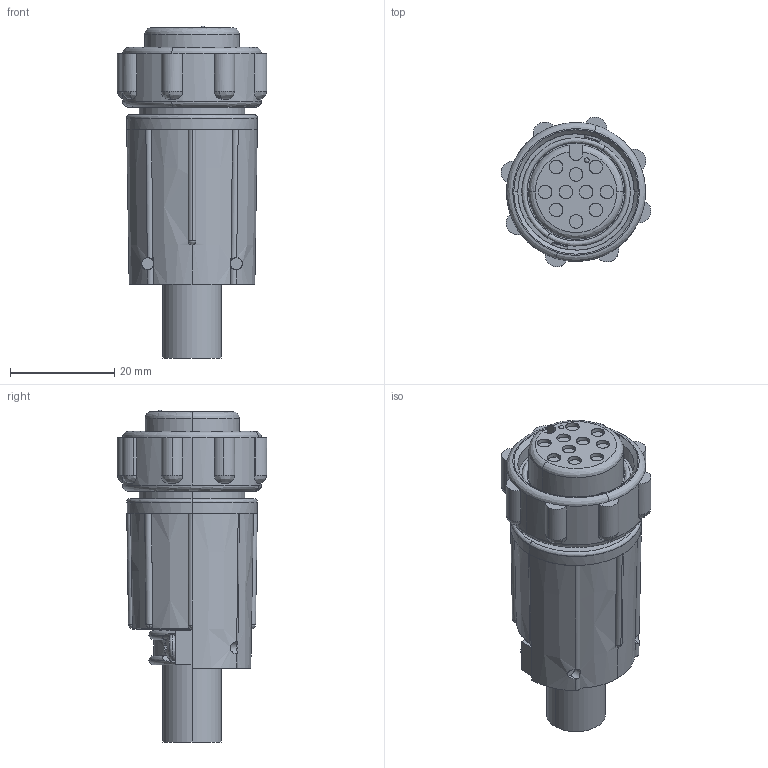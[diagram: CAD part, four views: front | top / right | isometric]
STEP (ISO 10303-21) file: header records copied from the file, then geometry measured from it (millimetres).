
FILE_DESCRIPTION (( 'STEP AP203' ), '1' );
FILE_NAME ('13380-10SG-321.STEP', '2015-11-18T21:32:14', ( '' ), ( '' ), 'SwSTEP 2.0', 'SolidWorks 2014', '' );
FILE_SCHEMA (( 'CONFIG_CONTROL_DESIGN' ));
Length unit declared in the file: inch
Products named in the file (1): 13380-10SG-321
Bounding box: 28.74 x 28.74 x 63.72 mm (x, y, z)
Volume: 22059.5 mm3; surface area: 7086.5 mm2
Topology: 1 solids, 1 shells, 252 faces, 630 edges, 397 vertices
Faces by surface type: plane 112, cylinder 79, bspline 52, cone 9
Entity records: 10008 total; most frequent: CARTESIAN_POINT 4486, ORIENTED_EDGE 1252, DIRECTION 990, EDGE_CURVE 626, VERTEX_POINT 397, AXIS2_PLACEMENT_3D 389, EDGE_LOOP 273, FACE_OUTER_BOUND 252
